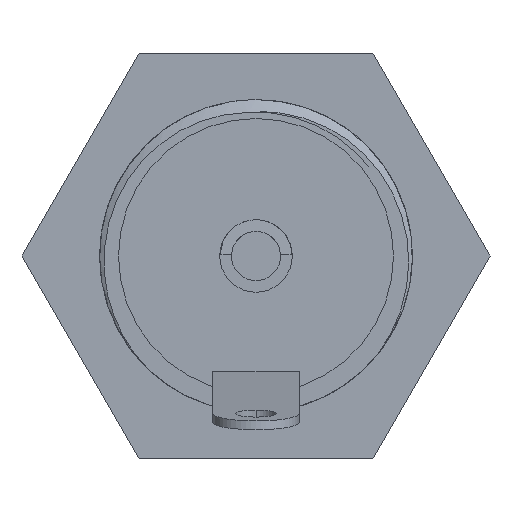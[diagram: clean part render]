
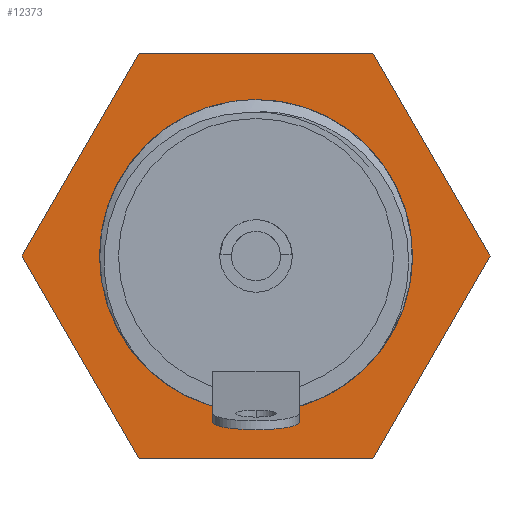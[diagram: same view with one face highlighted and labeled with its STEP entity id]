
A CAD part, front view. The second image highlights one B-rep face of the part: STEP entity #12373.
In plain terms, the highlighted planar face has unit normal (0, -1, 0).
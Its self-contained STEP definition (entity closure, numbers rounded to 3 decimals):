
#12216=CARTESIAN_POINT('',(0.,0.,0.));
#12217=DIRECTION('',(0.,-1.,0.));
#12218=DIRECTION('',(1.,0.,0.));
#12219=AXIS2_PLACEMENT_3D('',#12216,#12217,#12218);
#12221=CARTESIAN_POINT('',(0.,0.,0.));
#12222=DIRECTION('',(0.,-1.,0.));
#12223=DIRECTION('',(-1.,0.,0.));
#12224=AXIS2_PLACEMENT_3D('',#12221,#12222,#12223);
#12226=DIRECTION('',(-0.5,0.,0.866));
#12227=VECTOR('',#12226,8.083);
#12228=CARTESIAN_POINT('',(-4.041,0.,-7.));
#12229=LINE('',#12228,#12227);
#12230=DIRECTION('',(0.5,0.,0.866));
#12231=VECTOR('',#12230,8.083);
#12232=CARTESIAN_POINT('',(-8.083,0.,0.));
#12233=LINE('',#12232,#12231);
#12234=DIRECTION('',(1.,0.,0.));
#12235=VECTOR('',#12234,8.083);
#12236=CARTESIAN_POINT('',(-4.041,0.,7.));
#12237=LINE('',#12236,#12235);
#12238=DIRECTION('',(0.5,0.,-0.866));
#12239=VECTOR('',#12238,8.083);
#12240=CARTESIAN_POINT('',(4.041,0.,7.));
#12241=LINE('',#12240,#12239);
#12242=DIRECTION('',(-0.5,0.,-0.866));
#12243=VECTOR('',#12242,8.083);
#12244=CARTESIAN_POINT('',(8.083,0.,0.));
#12245=LINE('',#12244,#12243);
#12246=DIRECTION('',(-1.,0.,0.));
#12247=VECTOR('',#12246,8.083);
#12248=CARTESIAN_POINT('',(4.041,0.,-7.));
#12249=LINE('',#12248,#12247);
#12316=CARTESIAN_POINT('',(5.4,0.,0.));
#12317=CARTESIAN_POINT('',(-5.4,0.,0.));
#12318=VERTEX_POINT('',#12316);
#12319=VERTEX_POINT('',#12317);
#12320=CARTESIAN_POINT('',(-4.041,0.,-7.));
#12321=CARTESIAN_POINT('',(-8.083,0.,0.));
#12322=VERTEX_POINT('',#12320);
#12323=VERTEX_POINT('',#12321);
#12324=CARTESIAN_POINT('',(-4.041,0.,7.));
#12325=VERTEX_POINT('',#12324);
#12326=CARTESIAN_POINT('',(4.041,0.,7.));
#12327=VERTEX_POINT('',#12326);
#12328=CARTESIAN_POINT('',(8.083,0.,0.));
#12329=VERTEX_POINT('',#12328);
#12330=CARTESIAN_POINT('',(4.041,0.,-7.));
#12331=VERTEX_POINT('',#12330);
#12348=CARTESIAN_POINT('',(0.,0.,0.));
#12349=DIRECTION('',(0.,1.,0.));
#12350=DIRECTION('',(1.,0.,0.));
#12351=AXIS2_PLACEMENT_3D('',#12348,#12349,#12350);
#12352=PLANE('',#12351);
#12354=ORIENTED_EDGE('',*,*,#12353,.T.);
#12356=ORIENTED_EDGE('',*,*,#12355,.T.);
#12358=ORIENTED_EDGE('',*,*,#12357,.T.);
#12360=ORIENTED_EDGE('',*,*,#12359,.T.);
#12362=ORIENTED_EDGE('',*,*,#12361,.T.);
#12364=ORIENTED_EDGE('',*,*,#12363,.T.);
#12365=EDGE_LOOP('',(#12354,#12356,#12358,#12360,#12362,#12364));
#12366=FACE_OUTER_BOUND('',#12365,.F.);
#12368=ORIENTED_EDGE('',*,*,#12367,.T.);
#12370=ORIENTED_EDGE('',*,*,#12369,.T.);
#12371=EDGE_LOOP('',(#12368,#12370));
#12372=FACE_BOUND('',#12371,.F.);
#12373=ADVANCED_FACE('',(#12366,#12372),#12352,.F.);
#12220=CIRCLE('',#12219,5.4);
#12225=CIRCLE('',#12224,5.4);
#12353=EDGE_CURVE('',#12322,#12323,#12229,.T.);
#12355=EDGE_CURVE('',#12323,#12325,#12233,.T.);
#12357=EDGE_CURVE('',#12325,#12327,#12237,.T.);
#12359=EDGE_CURVE('',#12327,#12329,#12241,.T.);
#12361=EDGE_CURVE('',#12329,#12331,#12245,.T.);
#12363=EDGE_CURVE('',#12331,#12322,#12249,.T.);
#12367=EDGE_CURVE('',#12318,#12319,#12220,.T.);
#12369=EDGE_CURVE('',#12319,#12318,#12225,.T.);
